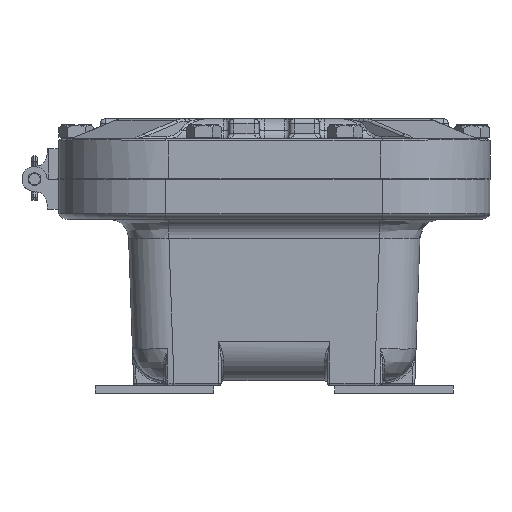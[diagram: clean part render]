
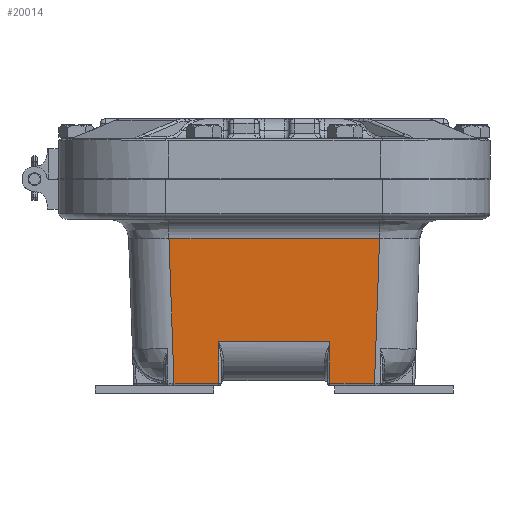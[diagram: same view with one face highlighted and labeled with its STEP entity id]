
A CAD part, front view. The second image highlights one B-rep face of the part: STEP entity #20014.
In plain terms, the highlighted planar face has unit normal (0, -0.999, -0.035).
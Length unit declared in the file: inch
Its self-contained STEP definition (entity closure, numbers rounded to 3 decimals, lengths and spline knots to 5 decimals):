
#1197=PLANE('',#21709);
#2095=LINE('',#33009,#3532);
#2147=LINE('',#34538,#3584);
#2150=LINE('',#34546,#3587);
#2161=LINE('',#34601,#3598);
#2163=LINE('',#34629,#3600);
#2174=LINE('',#34670,#3611);
#2176=LINE('',#34678,#3613);
#2177=LINE('',#34679,#3614);
#3532=VECTOR('',#24757,0.3937);
#3584=VECTOR('',#25117,0.3937);
#3587=VECTOR('',#25126,0.3937);
#3598=VECTOR('',#25169,0.3937);
#3600=VECTOR('',#25179,0.3937);
#3611=VECTOR('',#25234,0.3937);
#3613=VECTOR('',#25242,0.3937);
#3614=VECTOR('',#25243,0.3937);
#5665=FACE_OUTER_BOUND('',#7027,.T.);
#7027=EDGE_LOOP('',(#15873,#15874,#15875,#15876,#15877,#15878,#15879,#15880));
#9452=VERTEX_POINT('',#32864);
#9478=VERTEX_POINT('',#33008);
#9585=VERTEX_POINT('',#34530);
#9589=VERTEX_POINT('',#34544);
#9597=VERTEX_POINT('',#34597);
#9599=VERTEX_POINT('',#34624);
#9607=VERTEX_POINT('',#34669);
#9610=VERTEX_POINT('',#34677);
#11631=EDGE_CURVE('',#9478,#9452,#2095,.T.);
#11816=EDGE_CURVE('',#9585,#9452,#2147,.T.);
#11820=EDGE_CURVE('',#9589,#9585,#2150,.T.);
#11838=EDGE_CURVE('',#9478,#9597,#2161,.T.);
#11843=EDGE_CURVE('',#9597,#9599,#2163,.T.);
#11865=EDGE_CURVE('',#9599,#9607,#2174,.T.);
#11869=EDGE_CURVE('',#9610,#9589,#2176,.T.);
#11870=EDGE_CURVE('',#9607,#9610,#2177,.T.);
#15873=ORIENTED_EDGE('',*,*,#11820,.F.);
#15874=ORIENTED_EDGE('',*,*,#11869,.F.);
#15875=ORIENTED_EDGE('',*,*,#11870,.F.);
#15876=ORIENTED_EDGE('',*,*,#11865,.F.);
#15877=ORIENTED_EDGE('',*,*,#11843,.F.);
#15878=ORIENTED_EDGE('',*,*,#11838,.F.);
#15879=ORIENTED_EDGE('',*,*,#11631,.T.);
#15880=ORIENTED_EDGE('',*,*,#11816,.F.);
#20014=ADVANCED_FACE('',(#5665),#1197,.T.);
#21709=AXIS2_PLACEMENT_3D('',#34676,#25240,#25241);
#24757=DIRECTION('',(1.,0.,0.));
#25117=DIRECTION('',(0.,-0.035,0.999));
#25126=DIRECTION('',(-1.,0.,0.));
#25169=DIRECTION('',(0.,0.035,-0.999));
#25179=DIRECTION('',(-1.,0.,0.));
#25234=DIRECTION('',(-0.035,-0.035,0.999));
#25240=DIRECTION('center_axis',(0.,-0.999,
-0.035));
#25241=DIRECTION('ref_axis',(0.,0.035,-0.999));
#25242=DIRECTION('',(-0.035,0.035,-0.999));
#25243=DIRECTION('',(1.,0.,0.));
#32864=CARTESIAN_POINT('',(1.375,-6.51902,-4.0349));
#33008=CARTESIAN_POINT('',(-1.375,-6.51902,-4.0349));
#33009=CARTESIAN_POINT('',(-1.8125,-6.51902,-4.0349));
#34530=CARTESIAN_POINT('',(1.375,-6.48306,-5.06468));
#34538=CARTESIAN_POINT('',(1.375,-6.55524,-2.99756));
#34544=CARTESIAN_POINT('',(2.48367,-6.48306,-5.06468));
#34546=CARTESIAN_POINT('',(-0.66137,-6.48306,-5.06468));
#34597=CARTESIAN_POINT('',(-1.375,-6.48306,-5.06468));
#34601=CARTESIAN_POINT('',(-1.375,-6.55524,-2.99756));
#34624=CARTESIAN_POINT('',(-2.48367,-6.48306,-5.06468));
#34629=CARTESIAN_POINT('',(-2.96363,-6.48306,-5.06468));
#34669=CARTESIAN_POINT('',(-2.60876,-6.60815,-1.48255));
#34670=CARTESIAN_POINT('',(-2.61877,-6.61816,-1.19597));
#34676=CARTESIAN_POINT('Origin',(-3.625,-6.625,-1.));
#34677=CARTESIAN_POINT('',(2.60876,-6.60815,-1.48255));
#34678=CARTESIAN_POINT('',(2.62242,-6.62181,-1.09147));
#34679=CARTESIAN_POINT('',(-1.8125,-6.60815,-1.48255));
